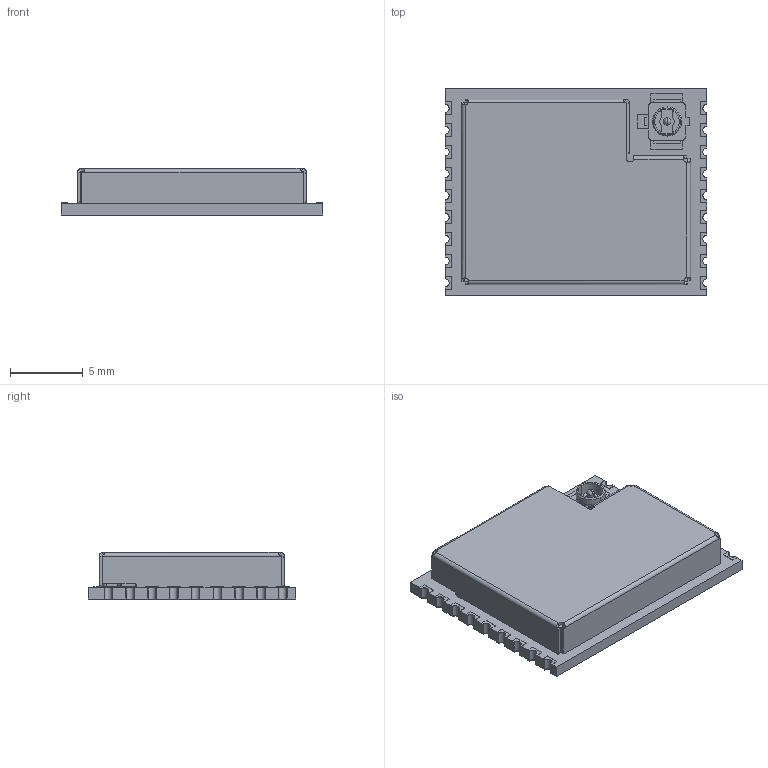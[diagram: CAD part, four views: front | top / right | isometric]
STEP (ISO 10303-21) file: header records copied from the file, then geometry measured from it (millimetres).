
FILE_DESCRIPTION (( 'STEP AP214' ), '1' );
FILE_NAME ('ESP8684-WROOM-02UC_V1-20240311.STEP', '2024-03-11T09:42:28', ( 'Windows User' ), ( 'P R C' ), 'SwSTEP 2.0', 'SolidWorks 2022', '' );
FILE_SCHEMA (( 'AUTOMOTIVE_DESIGN' ));
Length unit declared in the file: millimetre
Products named in the file (30): Submodel-QFN24_0P5_4_E2P8_part_QFN24_0P5_4_E2P8; DesignRootModel; Submodel-D__3D_design_ESP8684_module_Module_ESP8684-WROOM-02UC_PCB_ESP8684-WROOM-02UC_V1.0_20220916_PCB_3D_ImportedPartModels_R0201_20210301.STEP; Submodel-ECT818000368_part_ECT818000368; Submodel-D__3D_design_ESP8684_module_Module_ESP8684-WROOM-02UC_PCB_ESP8684-WROOM-02UC_V1.0_20220916_PCB_3D_ImportedPartModels_C0201_20210301.STEP; Submodel-C0402_part_C0402; ESP32-C3-WROOM-02U_shielding_case; Submodel-D__3D_design_ESP8684_module_Module_ESP8684-WROOM-02UC_PCB_ESP8684-WROOM-02UC_V1.0_20220916_PCB_3D_ImportedPartModels_DFN1006.STEP; L0201_20210301.xtd; DFN1006.xtd; Submodel-D__3D_design_ESP8684_module_Module_ESP8684-WROOM-02UC_PCB_ESP8684-WROOM-02UC_V1.0_20220916_PCB_3D_ImportedPartModels_I-IPEX.STEP; uid__1820; XTAL3225_20210301.xtd; C0201_20210301.xtd; Submodel-D__3D_design_ESP8684_module_Module_ESP8684-WROOM-02UC_PCB_ESP8684-WROOM-02UC_V1.0_20220916_PCB_3D_ImportedPartModels_C0402_20210301.STEP; Submodel-XTAL3225_part_XTAL3225; Submodel-R0201_part_R0201; Submodel-SOD882_part_SOD882; Submodel-C0201_part_C0201; C0402_20210301.xtd; ESP8684-QFN24.xtd; I-IPEX.xtd; Submodel-L0201_part_L0201; pad-0.8mm; Submodel-D__3D_design_ESP8684_module_Module_ESP8684-WROOM-02UC_PCB_ESP8684-WROOM-02UC_V1.0_20220916_PCB_3D_ImportedPartModels_ESP8684-QFN24.STEP; Submodel-D__3D_design_ESP8684_module_Module_ESP8684-WROOM-02UC_PCB_ESP8684-WROOM-02UC_V1.0_20220916_PCB_3D_ImportedPartModels_L0201_20210301.STEP; Submodel-D__3D_design_ESP8684_module_Module_ESP8684-WROOM-02UC_PCB_ESP8684-WROOM-02UC_V1.0_20220916_PCB_3D_ImportedPartModels_XTAL3225_20210301.STEP; R0201_20210301.xtd; Imported; ESP8684-WROOM-02UC_V1-20240311
Assembly tree (58 placements, depth 5):
  ESP8684-WROOM-02UC_V1-20240311
    DesignRootModel
      uid__1820
      Submodel-ECT818000368_part_ECT818000368
        Submodel-D__3D_design_ESP8684_module_Module_ESP8684-WROOM-02UC_PCB_ESP8684-WROOM-02UC_V1.0_20220916_PCB_3D_ImportedPartModels_I-IPEX.STEP
          I-IPEX.xtd
      Submodel-QFN24_0P5_4_E2P8_part_QFN24_0P5_4_E2P8
        Submodel-D__3D_design_ESP8684_module_Module_ESP8684-WROOM-02UC_PCB_ESP8684-WROOM-02UC_V1.0_20220916_PCB_3D_ImportedPartModels_ESP8684-QFN24.STEP
          ESP8684-QFN24.xtd
      Submodel-R0201_part_R0201  x3
        Submodel-D__3D_design_ESP8684_module_Module_ESP8684-WROOM-02UC_PCB_ESP8684-WROOM-02UC_V1.0_20220916_PCB_3D_ImportedPartModels_R0201_20210301.STEP
          R0201_20210301.xtd
      Submodel-XTAL3225_part_XTAL3225
        Submodel-D__3D_design_ESP8684_module_Module_ESP8684-WROOM-02UC_PCB_ESP8684-WROOM-02UC_V1.0_20220916_PCB_3D_ImportedPartModels_XTAL3225_20210301.STEP
          XTAL3225_20210301.xtd
      Submodel-L0201_part_L0201  x2
        Submodel-D__3D_design_ESP8684_module_Module_ESP8684-WROOM-02UC_PCB_ESP8684-WROOM-02UC_V1.0_20220916_PCB_3D_ImportedPartModels_L0201_20210301.STEP
          L0201_20210301.xtd
      Submodel-SOD882_part_SOD882
        Submodel-D__3D_design_ESP8684_module_Module_ESP8684-WROOM-02UC_PCB_ESP8684-WROOM-02UC_V1.0_20220916_PCB_3D_ImportedPartModels_DFN1006.STEP
          DFN1006.xtd
      Submodel-C0402_part_C0402
        Submodel-D__3D_design_ESP8684_module_Module_ESP8684-WROOM-02UC_PCB_ESP8684-WROOM-02UC_V1.0_20220916_PCB_3D_ImportedPartModels_C0402_20210301.STEP
          C0402_20210301.xtd
      Submodel-C0201_part_C0201  x10
        Submodel-D__3D_design_ESP8684_module_Module_ESP8684-WROOM-02UC_PCB_ESP8684-WROOM-02UC_V1.0_20220916_PCB_3D_ImportedPartModels_C0201_20210301.STEP
          C0201_20210301.xtd
    Imported
    pad-0.8mm  x18
    ESP32-C3-WROOM-02U_shielding_case
Bounding box: 18 x 14.3 x 3.23 mm (x, y, z)
Volume: 287.4 mm3; surface area: 1443 mm2
Topology: 121 solids, 122 shells, 2177 faces, 5354 edges, 3372 vertices
Faces by surface type: plane 1336, cylinder 681, bspline 154, cone 6
Entity records: 61762 total; most frequent: CARTESIAN_POINT 11539, DIRECTION 7144, ORIENTED_EDGE 7012, EDGE_CURVE 3506, VECTOR 2506, LINE 2506, AXIS2_PLACEMENT_3D 2319, VERTEX_POINT 2292
